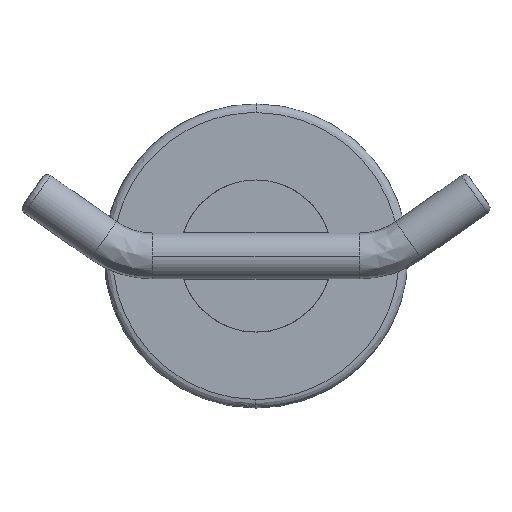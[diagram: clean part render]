
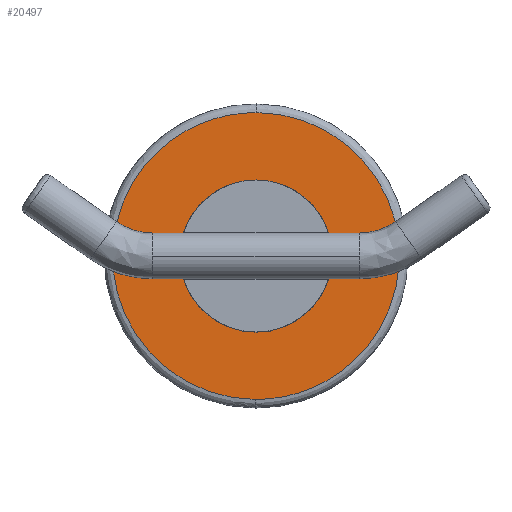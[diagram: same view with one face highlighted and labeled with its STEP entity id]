
A CAD part, front view. The second image highlights one B-rep face of the part: STEP entity #20497.
In plain terms, the highlighted planar face has unit normal (0, -1, 0).
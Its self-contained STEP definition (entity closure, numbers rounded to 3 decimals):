
#107 = DIRECTION ( 'NONE',  ( 0., 0., -1. ) ) ;
#187 = VERTEX_POINT ( 'NONE', #2327 ) ;
#568 = EDGE_LOOP ( 'NONE', ( #11877, #4958 ) ) ;
#595 = CARTESIAN_POINT ( 'NONE',  ( -25., 0., 0. ) ) ;
#907 = ORIENTED_EDGE ( 'NONE', *, *, #1872, .F. ) ;
#1454 = CARTESIAN_POINT ( 'NONE',  ( 0., 0., -12.15 ) ) ;
#1872 = EDGE_CURVE ( 'NONE', #19157, #3411, #19718, .T. ) ;
#2327 = CARTESIAN_POINT ( 'NONE',  ( 25., 0., -0.155 ) ) ;
#2746 = DIRECTION ( 'NONE',  ( 0., 1., 0. ) ) ;
#3066 = FACE_BOUND ( 'NONE', #568, .T. ) ;
#3393 = ORIENTED_EDGE ( 'NONE', *, *, #19320, .F. ) ;
#3411 = VERTEX_POINT ( 'NONE', #19328 ) ;
#3512 = EDGE_CURVE ( 'NONE', #11767, #14227, #17143, .T. ) ;
#3560 = EDGE_CURVE ( 'NONE', #14227, #11767, #16795, .T. ) ;
#4332 = CARTESIAN_POINT ( 'NONE',  ( 25., 0., -0.155 ) ) ;
#4958 = ORIENTED_EDGE ( 'NONE', *, *, #3560, .F. ) ;
#5074 = AXIS2_PLACEMENT_3D ( 'NONE', #18928, #16076, #107 ) ;
#5222 = CARTESIAN_POINT ( 'NONE',  ( -25., 0., 0.103 ) ) ;
#5232 = CARTESIAN_POINT ( 'NONE',  ( 25., 0., -0.103 ) ) ;
#6695 = CARTESIAN_POINT ( 'NONE',  ( 25., 0., 0. ) ) ;
#7748 = AXIS2_PLACEMENT_3D ( 'NONE', #11947, #10257, #16570 ) ;
#8697 = AXIS2_PLACEMENT_3D ( 'NONE', #13771, #2746, #15356 ) ;
#9391 = CARTESIAN_POINT ( 'NONE',  ( -24.692, 0., 49.846 ) ) ;
#9658 = ORIENTED_EDGE ( 'NONE', *, *, #15959, .F. ) ;
#10257 = DIRECTION ( 'NONE',  ( 0., -1., 0. ) ) ;
#10725 = EDGE_CURVE ( 'NONE', #17409, #187, #11733, .T. ) ;
#10861 = CARTESIAN_POINT ( 'NONE',  ( -25., 0., 0.155 ) ) ;
#11471 = CARTESIAN_POINT ( 'NONE',  ( -25., 0., 0. ) ) ;
#11565 = ORIENTED_EDGE ( 'NONE', *, *, #10725, .F. ) ;
#11612 = CARTESIAN_POINT ( 'NONE',  ( -25., 0., 0.155 ) ) ;
#11733 =( BOUNDED_CURVE ( )  B_SPLINE_CURVE ( 3, ( #6695, #17932, #5232, #13195 ),
 .UNSPECIFIED., .F., .F. ) 
 B_SPLINE_CURVE_WITH_KNOTS ( ( 4, 4 ),
 ( 0., 0.002 ),
 .UNSPECIFIED. ) 
 CURVE ( )  GEOMETRIC_REPRESENTATION_ITEM ( )  RATIONAL_B_SPLINE_CURVE ( ( 1., 1., 1., 1. ) ) 
 REPRESENTATION_ITEM ( '' )  );
#11767 = VERTEX_POINT ( 'NONE', #1454 ) ;
#11877 = ORIENTED_EDGE ( 'NONE', *, *, #3512, .F. ) ;
#11947 = CARTESIAN_POINT ( 'NONE',  ( 0., 0., 0. ) ) ;
#11991 =( BOUNDED_CURVE ( )  B_SPLINE_CURVE ( 3, ( #4332, #12501, #13968, #18814 ),
 .UNSPECIFIED., .F., .F. ) 
 B_SPLINE_CURVE_WITH_KNOTS ( ( 4, 4 ),
 ( 0.002, 1. ),
 .UNSPECIFIED. ) 
 CURVE ( )  GEOMETRIC_REPRESENTATION_ITEM ( )  RATIONAL_B_SPLINE_CURVE ( ( 1., 0.335, 0.335, 1. ) ) 
 REPRESENTATION_ITEM ( '' )  );
#12501 = CARTESIAN_POINT ( 'NONE',  ( 24.692, 0., -49.846 ) ) ;
#13195 = CARTESIAN_POINT ( 'NONE',  ( 25., 0., -0.155 ) ) ;
#13771 = CARTESIAN_POINT ( 'NONE',  ( 0., 0., 0. ) ) ;
#13871 = FACE_OUTER_BOUND ( 'NONE', #17073, .T. ) ;
#13968 = CARTESIAN_POINT ( 'NONE',  ( -25., 0., -49.692 ) ) ;
#14227 = VERTEX_POINT ( 'NONE', #19947 ) ;
#14519 = CARTESIAN_POINT ( 'NONE',  ( 25., 0., 0. ) ) ;
#15356 = DIRECTION ( 'NONE',  ( 0., 0., 1. ) ) ;
#15607 = CARTESIAN_POINT ( 'NONE',  ( 25., 0., 49.692 ) ) ;
#15959 = EDGE_CURVE ( 'NONE', #3411, #17409, #16162, .T. ) ;
#16076 = DIRECTION ( 'NONE',  ( 0., -1., 0. ) ) ;
#16162 =( BOUNDED_CURVE ( )  B_SPLINE_CURVE ( 3, ( #10861, #9391, #15607, #18762 ),
 .UNSPECIFIED., .F., .F. ) 
 B_SPLINE_CURVE_WITH_KNOTS ( ( 4, 4 ),
 ( 0.002, 1. ),
 .UNSPECIFIED. ) 
 CURVE ( )  GEOMETRIC_REPRESENTATION_ITEM ( )  RATIONAL_B_SPLINE_CURVE ( ( 1., 0.335, 0.335, 1. ) ) 
 REPRESENTATION_ITEM ( '' )  );
#16570 = DIRECTION ( 'NONE',  ( 0., 0., -1. ) ) ;
#16795 = CIRCLE ( 'NONE', #7748, 12.15 ) ;
#17073 = EDGE_LOOP ( 'NONE', ( #11565, #9658, #907, #3393 ) ) ;
#17143 = CIRCLE ( 'NONE', #5074, 12.15 ) ;
#17233 = PLANE ( 'NONE',  #8697 ) ;
#17409 = VERTEX_POINT ( 'NONE', #14519 ) ;
#17932 = CARTESIAN_POINT ( 'NONE',  ( 25., 0., -0.052 ) ) ;
#18762 = CARTESIAN_POINT ( 'NONE',  ( 25., 0., 0. ) ) ;
#18814 = CARTESIAN_POINT ( 'NONE',  ( -25., 0., 0. ) ) ;
#18928 = CARTESIAN_POINT ( 'NONE',  ( 0., 0., 0. ) ) ;
#19157 = VERTEX_POINT ( 'NONE', #11471 ) ;
#19320 = EDGE_CURVE ( 'NONE', #187, #19157, #11991, .T. ) ;
#19328 = CARTESIAN_POINT ( 'NONE',  ( -25., 0., 0.155 ) ) ;
#19718 =( BOUNDED_CURVE ( )  B_SPLINE_CURVE ( 3, ( #595, #19821, #5222, #11612 ),
 .UNSPECIFIED., .F., .F. ) 
 B_SPLINE_CURVE_WITH_KNOTS ( ( 4, 4 ),
 ( 0., 0.002 ),
 .UNSPECIFIED. ) 
 CURVE ( )  GEOMETRIC_REPRESENTATION_ITEM ( )  RATIONAL_B_SPLINE_CURVE ( ( 1., 1., 1., 1. ) ) 
 REPRESENTATION_ITEM ( '' )  );
#19821 = CARTESIAN_POINT ( 'NONE',  ( -25., 0., 0.052 ) ) ;
#19947 = CARTESIAN_POINT ( 'NONE',  ( 0., 0., 12.15 ) ) ;
#20497 = ADVANCED_FACE ( 'NONE', ( #3066, #13871 ), #17233, .F. ) ;
